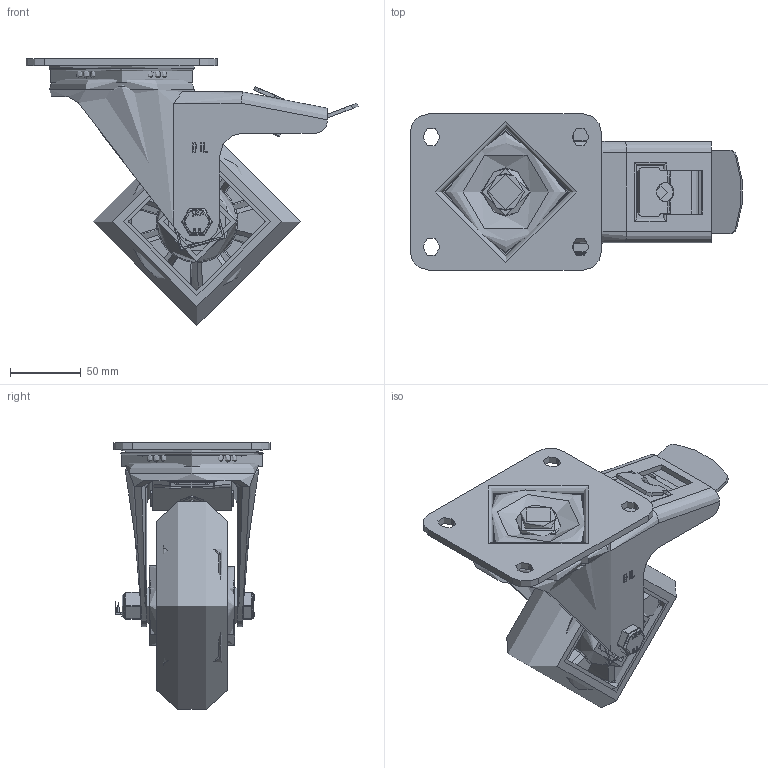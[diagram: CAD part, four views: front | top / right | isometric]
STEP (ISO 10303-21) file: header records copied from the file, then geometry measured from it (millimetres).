
FILE_DESCRIPTION(/* description */ (''),/* implementation_level */ '2;1');
FILE_NAME(/* name */ 'BZSPH150RSPABJSWB.step',/* time_stamp */ '2024-10-29T14:16:40Z',/* author */ (''),/* organization */ (''),/* preprocessor_version */ 'ST-DEVELOPER v20',/* originating_system */ 'Autodesk Translation Framework v13.20.0.188',/* authorisation */ '');
FILE_SCHEMA (('AUTOMOTIVE_DESIGN { 1 0 10303 214 3 1 1 }'));
Length unit declared in the file: millimetre
Products named in the file (76): BZSPH150RSPABJSWB; BZSPH150ASSWB v1; ZINC PLATED, PRESSED STEEL TOP PLATE; ZINC PLATED, PRESSED STEEL TOP PLATE Geometry; Pattern; Component1; Pattern2; Pattern3; Pattern4; Component2; Pattern5; Component2 (1); Pattern5 (1); Pattern4 (1); Component2 (2); Pattern5 (2); Component2 (3); Pattern5 (3); Pattern6; Pattern3 (1); Pattern4 (2); Component2 (4); Pattern5 (4); Component2 (5); Pattern5 (5); Pattern4 (3); Component2 (6); Pattern5 (6); Component2 (7); Pattern5 (7); Pattern3 (2); Pattern4 (4); Component2 (8); Pattern5 (8); Component2 (9); Pattern5 (9); Pattern4 (5); Component2 (10); Pattern5 (10); Component2 (11) ...
Assembly tree (208 placements, depth 10):
  BZSPH150RSPABJSWB
    BZSPH150ASSWB v1
      ZINC PLATED, PRESSED STEEL TOP PLATE
        ZINC PLATED, PRESSED STEEL TOP PLATE Geometry
        Pattern
          Component1  x32
        Pattern2
          Pattern3
            Pattern4
              Component2
                Pattern5
                  Component3  x7
              Component2 (1)
                Pattern5 (1)
                  Component3  x7
            Pattern4 (1)
              Component2 (2)
                Pattern5 (2)
                  Component3  x7
              Component2 (3)
                Pattern5 (3)
                  Component3  x7
          Pattern6
            Pattern3 (1)
              Pattern4 (2)
                Component2 (4)
                  Pattern5 (4)
                    Component3  x7
                Component2 (5)
                  Pattern5 (5)
                    Component3  x7
              Pattern4 (3)
                Component2 (6)
                  Pattern5 (6)
                    Component3  x7
                Component2 (7)
                  Pattern5 (7)
                    Component3  x7
            Pattern3 (2)
              Pattern4 (4)
                Component2 (8)
                  Pattern5 (8)
                    Component3  x7
                Component2 (9)
                  Pattern5 (9)
                    Component3  x7
              Pattern4 (5)
                Component2 (10)
                  Pattern5 (10)
                    Component3  x7
                Component2 (11)
                  Pattern5 (11)
                    Component3  x7
      ZINC PLATED, PRESSED STEEL FORKS
      BEARING SEAL
        BEARING SEAL Geometry
        BEARING SEAL2
      ZINC PLATED PRESSED STEEL BRAKE PEDAL
      BRAKE PAD
        BRAKE PAD Geometry
Bounding box: 234.02 x 110 x 188.11 mm (x, y, z)
Volume: 823298.3 mm3; surface area: 324784 mm2
Topology: 158 solids, 158 shells, 1714 faces, 4357 edges, 2816 vertices
Faces by surface type: plane 599, bspline 477, cylinder 301, sphere 222, torus 111, cone 4
Full cylindrical faces by diameter (mm): 9.836 x16, 10 x3, 11.834 x16, 12 x3, 12.2 x4, 14 x3, 17.75 x1, 18.5 x1, 19 x1, 19.8 x2, 20 x3, 24 x4, 25 x2, 26 x1, 27 x2, 28.5 x8, 30.8 x4, 31.3 x4, 33 x1, 36 x1, 40 x1, 40.3 x4, 40.5 x4, 40.8 x4, 42 x10, 47 x4, 55.5 x1, 56 x1, 71 x1, 72 x1
Entity records: 83174 total; most frequent: CARTESIAN_POINT 52712, ORIENTED_EDGE 6084, DIRECTION 5707, EDGE_CURVE 3042, AXIS2_PLACEMENT_3D 2260, VERTEX_POINT 1950, EDGE_LOOP 1408, FACE_OUTER_BOUND 1239
